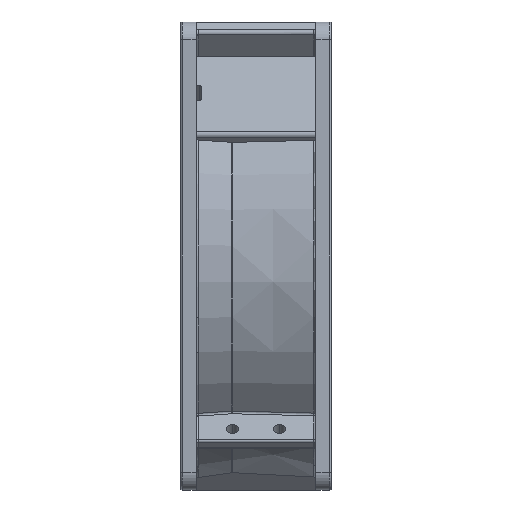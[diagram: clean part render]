
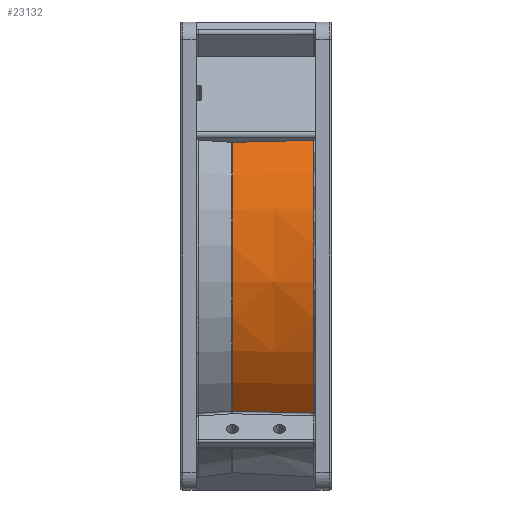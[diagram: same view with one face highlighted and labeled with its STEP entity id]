
A CAD part, front view. The second image highlights one B-rep face of the part: STEP entity #23132.
In plain terms, the highlighted conical face has half-angle 2 degrees and reference radius 58.37 mm.
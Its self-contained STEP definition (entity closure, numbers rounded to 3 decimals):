
#4169=CARTESIAN_POINT('',(34.017,0.,0.));
#4170=DIRECTION('',(-1.,0.,0.));
#4171=DIRECTION('',(0.,-0.731,-0.683));
#4172=AXIS2_PLACEMENT_3D('',#4169,#4170,#4171);
#4174=CARTESIAN_POINT('',(34.017,-50.761,29.548));
#4182=CARTESIAN_POINT('',(34.017,-42.91,
-40.106));
#4183=CARTESIAN_POINT('',(31.7,-42.853,
-40.048));
#4184=CARTESIAN_POINT('',(27.066,-42.738,
-39.934));
#4185=CARTESIAN_POINT('',(20.114,-42.567,
-39.762));
#4186=CARTESIAN_POINT('',(15.479,-42.452,
-39.648));
#4187=CARTESIAN_POINT('',(13.162,-42.395,
-39.59));
#4189=CARTESIAN_POINT('',(13.162,-50.228,29.015));
#4190=CARTESIAN_POINT('',(15.479,-50.287,29.074));
#4191=CARTESIAN_POINT('',(20.114,-50.406,29.193));
#4192=CARTESIAN_POINT('',(27.066,-50.583,29.37));
#4193=CARTESIAN_POINT('',(31.7,-50.702,29.489));
#4194=CARTESIAN_POINT('',(34.017,-50.761,29.548));
#4230=CARTESIAN_POINT('',(13.162,0.,0.));
#4231=DIRECTION('',(1.,0.,0.));
#4232=DIRECTION('',(0.,-0.866,0.5));
#4233=AXIS2_PLACEMENT_3D('',#4230,#4231,#4232);
#14723=VERTEX_POINT('',#4174);
#14724=VERTEX_POINT('',#4189);
#15404=CARTESIAN_POINT('',(13.162,-42.395,
-39.59));
#15406=VERTEX_POINT('',#15404);
#15408=VERTEX_POINT('',#4182);
#23118=CARTESIAN_POINT('',(23.59,0.,0.));
#23119=DIRECTION('',(1.,0.,0.));
#23120=DIRECTION('',(0.,0.707,-0.707));
#23121=AXIS2_PLACEMENT_3D('',#23118,#23119,#23120);
#23122=CONICAL_SURFACE('',#23121,58.37,2.);
#23124=ORIENTED_EDGE('',*,*,#23123,.T.);
#23126=ORIENTED_EDGE('',*,*,#23125,.F.);
#23128=ORIENTED_EDGE('',*,*,#23127,.T.);
#23129=ORIENTED_EDGE('',*,*,#23110,.F.);
#23130=EDGE_LOOP('',(#23124,#23126,#23128,#23129));
#23131=FACE_OUTER_BOUND('',#23130,.F.);
#4173=CIRCLE('',#4172,58.735);
#4188=B_SPLINE_CURVE_WITH_KNOTS('',3,(#4182,#4183,#4184,#4185,#4186,#4187),
.UNSPECIFIED.,.F.,.F.,(4,1,1,4),(0.,0.333,0.667,1.),
.UNSPECIFIED.);
#4195=B_SPLINE_CURVE_WITH_KNOTS('',3,(#4189,#4190,#4191,#4192,#4193,#4194),
.UNSPECIFIED.,.F.,.F.,(4,1,1,4),(0.,0.333,0.667,1.),
.UNSPECIFIED.);
#4234=CIRCLE('',#4233,58.006);
#23110=EDGE_CURVE('',#15408,#14723,#4173,.T.);
#23123=EDGE_CURVE('',#15408,#15406,#4188,.T.);
#23125=EDGE_CURVE('',#14724,#15406,#4234,.T.);
#23127=EDGE_CURVE('',#14724,#14723,#4195,.T.);
#23132=ADVANCED_FACE('',(#23131),#23122,.T.);
